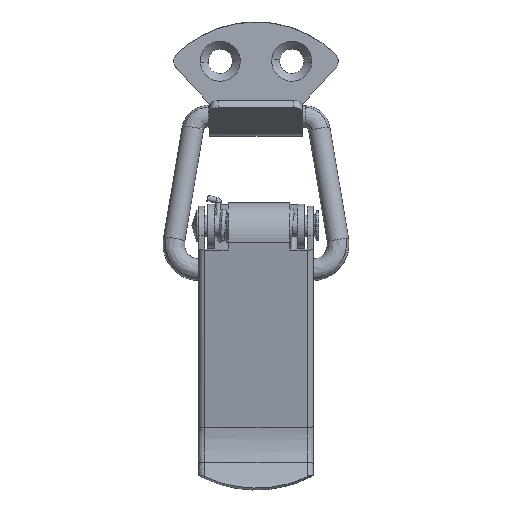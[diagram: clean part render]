
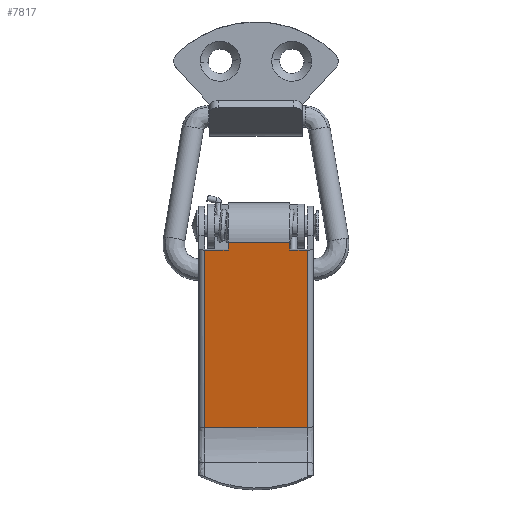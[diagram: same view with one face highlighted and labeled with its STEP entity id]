
A CAD part, front view. The second image highlights one B-rep face of the part: STEP entity #7817.
In plain terms, the highlighted free-form (B-spline) face has degree [1, 1] with [2, 2] control points.
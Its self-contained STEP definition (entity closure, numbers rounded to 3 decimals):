
#6577=CARTESIAN_POINT('',(-6.737,3.9,-19.118));
#6578=VERTEX_POINT('',#6577);
#6579=CARTESIAN_POINT('',(-6.933,3.9,-18.003));
#6580=VERTEX_POINT('',#6579);
#6581=CARTESIAN_POINT('',(-6.737,3.9,-19.118));
#6582=CARTESIAN_POINT('',(-6.933,3.9,-18.003));
#6583=QUASI_UNIFORM_CURVE('',1,(#6581,#6582),.UNSPECIFIED.,.F.,.U.);
#6584=EDGE_CURVE('',#6578,#6580,#6583,.T.);
#6647=CARTESIAN_POINT('',(-6.737,-4.7,-19.118));
#6648=VERTEX_POINT('',#6647);
#6649=CARTESIAN_POINT('',(-6.933,-4.7,-18.003));
#6650=VERTEX_POINT('',#6649);
#6651=CARTESIAN_POINT('',(-6.737,-4.7,-19.118));
#6652=CARTESIAN_POINT('',(-6.933,-4.7,-18.003));
#6653=QUASI_UNIFORM_CURVE('',1,(#6651,#6652),.UNSPECIFIED.,.F.,.U.);
#6654=EDGE_CURVE('',#6648,#6650,#6653,.T.);
#6772=CARTESIAN_POINT('',(-6.933,-4.7,-18.003));
#6773=CARTESIAN_POINT('',(-6.933,3.9,-18.003));
#6774=QUASI_UNIFORM_CURVE('',1,(#6772,#6773),.UNSPECIFIED.,.F.,.U.);
#6775=EDGE_CURVE('',#6650,#6580,#6774,.T.);
#6844=CARTESIAN_POINT('',(-2.362,7.2,-43.93));
#6845=VERTEX_POINT('',#6844);
#6924=CARTESIAN_POINT('',(-6.737,7.2,-19.118));
#6925=VERTEX_POINT('',#6924);
#6926=CARTESIAN_POINT('',(-6.737,7.2,-19.118));
#6927=CARTESIAN_POINT('',(-2.362,7.2,-43.93));
#6928=QUASI_UNIFORM_CURVE('',1,(#6926,#6927),.UNSPECIFIED.,.F.,.U.);
#6929=EDGE_CURVE('',#6925,#6845,#6928,.T.);
#6968=CARTESIAN_POINT('',(-6.737,-7.2,-19.118));
#6969=VERTEX_POINT('',#6968);
#6985=CARTESIAN_POINT('',(-2.362,-7.2,-43.93));
#6986=VERTEX_POINT('',#6985);
#6987=CARTESIAN_POINT('',(-2.362,-7.2,-43.93));
#6988=CARTESIAN_POINT('',(-6.737,-7.2,-19.118));
#6989=QUASI_UNIFORM_CURVE('',1,(#6987,#6988),.UNSPECIFIED.,.F.,.U.);
#6990=EDGE_CURVE('',#6986,#6969,#6989,.T.);
#7604=CARTESIAN_POINT('',(-6.737,-7.2,-19.118));
#7605=CARTESIAN_POINT('',(-6.737,-4.7,-19.118));
#7606=QUASI_UNIFORM_CURVE('',1,(#7604,#7605),.UNSPECIFIED.,.F.,.U.);
#7607=EDGE_CURVE('',#6969,#6648,#7606,.T.);
#7789=CARTESIAN_POINT('',(-2.362,-7.2,-43.93));
#7790=CARTESIAN_POINT('',(-2.362,7.2,-43.93));
#7791=QUASI_UNIFORM_CURVE('',1,(#7789,#7790),.UNSPECIFIED.,.F.,.U.);
#7792=EDGE_CURVE('',#6986,#6845,#7791,.T.);
#7798=CARTESIAN_POINT('',(-7.162,-7.919,-16.708));
#7799=CARTESIAN_POINT('',(-2.134,-7.919,-45.225));
#7800=CARTESIAN_POINT('',(-7.162,7.919,-16.708));
#7801=CARTESIAN_POINT('',(-2.134,7.919,-45.225));
#7802=B_SPLINE_SURFACE_WITH_KNOTS('',1,1,((#7798,#7800),(#7799,#7801)),.UNSPECIFIED.,.F.,.F.,.U.,(2,2),(2,2),(0.0,28.956),(0.0,15.839),.UNSPECIFIED.);
#7803=ORIENTED_EDGE('',*,*,#7792,.F.);
#7804=ORIENTED_EDGE('',*,*,#6990,.T.);
#7805=ORIENTED_EDGE('',*,*,#7607,.T.);
#7806=ORIENTED_EDGE('',*,*,#6654,.T.);
#7807=ORIENTED_EDGE('',*,*,#6775,.T.);
#7808=ORIENTED_EDGE('',*,*,#6584,.F.);
#7809=CARTESIAN_POINT('',(-6.737,3.9,-19.118));
#7810=CARTESIAN_POINT('',(-6.737,7.2,-19.118));
#7811=QUASI_UNIFORM_CURVE('',1,(#7809,#7810),.UNSPECIFIED.,.F.,.U.);
#7812=EDGE_CURVE('',#6578,#6925,#7811,.T.);
#7813=ORIENTED_EDGE('',*,*,#7812,.T.);
#7814=ORIENTED_EDGE('',*,*,#6929,.T.);
#7815=EDGE_LOOP('',(#7803,#7804,#7805,#7806,#7807,#7808,#7813,#7814));
#7816=FACE_OUTER_BOUND('',#7815,.T.);
#7817=ADVANCED_FACE('',(#7816),#7802,.F.);
